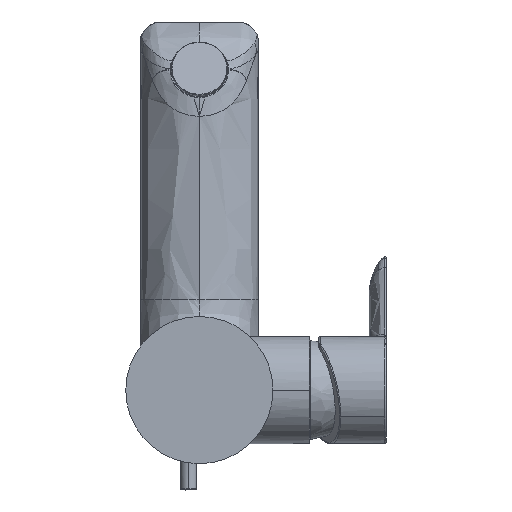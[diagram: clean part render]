
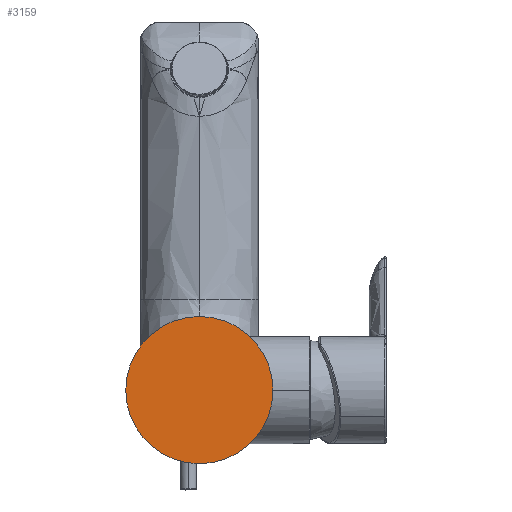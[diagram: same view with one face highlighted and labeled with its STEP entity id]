
A CAD part, front view. The second image highlights one B-rep face of the part: STEP entity #3159.
In plain terms, the highlighted planar face has unit normal (0, -1, 0).
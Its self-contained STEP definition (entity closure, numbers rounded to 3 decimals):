
#105 = ORIENTED_EDGE ( 'NONE', *, *, #3679, .F. ) ;
#1419 = CARTESIAN_POINT ( 'NONE',  ( 0., -5., 0. ) ) ;
#1814 = VERTEX_POINT ( 'NONE', #8710 ) ;
#3113 = DIRECTION ( 'NONE',  ( 0., 0., 1. ) ) ;
#3159 = ADVANCED_FACE ( 'NONE', ( #16399 ), #4973, .F. ) ;
#3326 = AXIS2_PLACEMENT_3D ( 'NONE', #16371, #16307, #16251 ) ;
#3660 = AXIS2_PLACEMENT_3D ( 'NONE', #4913, #4733, #4549 ) ;
#3679 = EDGE_CURVE ( 'NONE', #1814, #14835, #15966, .T. ) ;
#3971 = CARTESIAN_POINT ( 'NONE',  ( 0., -5., -27.5 ) ) ;
#4549 = DIRECTION ( 'NONE',  ( 0., 0., 1. ) ) ;
#4733 = DIRECTION ( 'NONE',  ( 0., 1., 0. ) ) ;
#4913 = CARTESIAN_POINT ( 'NONE',  ( 0., -5., 0. ) ) ;
#4973 = PLANE ( 'NONE',  #3660 ) ;
#8710 = CARTESIAN_POINT ( 'NONE',  ( 0., -5., 27.5 ) ) ;
#9817 = EDGE_CURVE ( 'NONE', #14835, #1814, #10662, .T. ) ;
#10571 = ORIENTED_EDGE ( 'NONE', *, *, #9817, .F. ) ;
#10662 = CIRCLE ( 'NONE', #16252, 27.5 ) ;
#11294 = DIRECTION ( 'NONE',  ( 0., 1., 0. ) ) ;
#14835 = VERTEX_POINT ( 'NONE', #3971 ) ;
#15966 = CIRCLE ( 'NONE', #3326, 27.5 ) ;
#16251 = DIRECTION ( 'NONE',  ( 0., 0., 1. ) ) ;
#16252 = AXIS2_PLACEMENT_3D ( 'NONE', #1419, #11294, #3113 ) ;
#16307 = DIRECTION ( 'NONE',  ( 0., 1., 0. ) ) ;
#16371 = CARTESIAN_POINT ( 'NONE',  ( 0., -5., 0. ) ) ;
#16399 = FACE_OUTER_BOUND ( 'NONE', #16834, .T. ) ;
#16834 = EDGE_LOOP ( 'NONE', ( #10571, #105 ) ) ;
